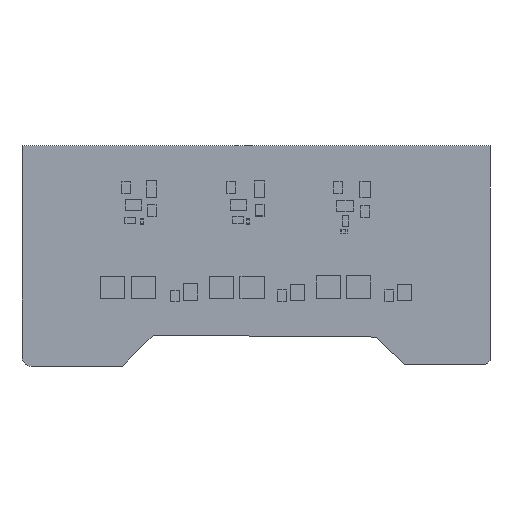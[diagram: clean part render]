
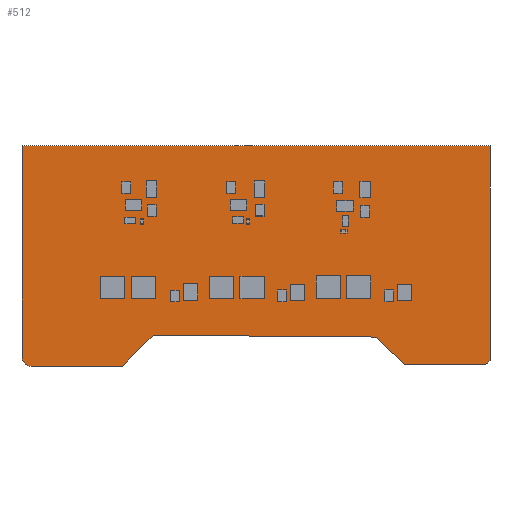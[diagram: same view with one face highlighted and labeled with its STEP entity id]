
A CAD part, top view. The second image highlights one B-rep face of the part: STEP entity #512.
In plain terms, the highlighted planar face has unit normal (0, 0, 1).
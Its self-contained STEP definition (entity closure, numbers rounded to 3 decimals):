
#155 = VERTEX_POINT('',#156);
#156 = CARTESIAN_POINT('',(11.176,95.504,0.));
#162 = EDGE_CURVE('',#155,#163,#165,.T.);
#163 = VERTEX_POINT('',#164);
#164 = CARTESIAN_POINT('',(11.176,36.576,0.));
#165 = LINE('',#166,#167);
#166 = CARTESIAN_POINT('',(11.176,95.504,0.));
#167 = VECTOR('',#168,1.);
#168 = DIRECTION('',(0.,-1.,0.));
#193 = EDGE_CURVE('',#163,#194,#196,.T.);
#194 = VERTEX_POINT('',#195);
#195 = CARTESIAN_POINT('',(13.716,34.036,0.));
#196 = CIRCLE('',#197,2.54);
#197 = AXIS2_PLACEMENT_3D('',#198,#199,#200);
#198 = CARTESIAN_POINT('',(13.716,36.576,0.));
#199 = DIRECTION('',(0.,0.,1.));
#200 = DIRECTION('',(-1.,0.,0.));
#226 = EDGE_CURVE('',#194,#227,#229,.T.);
#227 = VERTEX_POINT('',#228);
#228 = CARTESIAN_POINT('',(39.116,34.036,0.));
#229 = LINE('',#230,#231);
#230 = CARTESIAN_POINT('',(13.716,34.036,0.));
#231 = VECTOR('',#232,1.);
#232 = DIRECTION('',(1.,0.,0.));
#257 = EDGE_CURVE('',#227,#258,#260,.T.);
#258 = VERTEX_POINT('',#259);
#259 = CARTESIAN_POINT('',(47.752,42.672,0.));
#260 = LINE('',#261,#262);
#261 = CARTESIAN_POINT('',(39.116,34.036,0.));
#262 = VECTOR('',#263,1.);
#263 = DIRECTION('',(0.707,0.707,0.));
#288 = EDGE_CURVE('',#258,#289,#291,.T.);
#289 = VERTEX_POINT('',#290);
#290 = CARTESIAN_POINT('',(109.728,42.164,0.));
#291 = LINE('',#292,#293);
#292 = CARTESIAN_POINT('',(47.752,42.672,0.));
#293 = VECTOR('',#294,1.);
#294 = DIRECTION('',(1.,-0.008,0.));
#319 = EDGE_CURVE('',#289,#320,#322,.T.);
#320 = VERTEX_POINT('',#321);
#321 = CARTESIAN_POINT('',(117.856,34.544,0.));
#322 = LINE('',#323,#324);
#323 = CARTESIAN_POINT('',(109.728,42.164,0.));
#324 = VECTOR('',#325,1.);
#325 = DIRECTION('',(0.73,-0.684,0.));
#350 = EDGE_CURVE('',#320,#351,#353,.T.);
#351 = VERTEX_POINT('',#352);
#352 = CARTESIAN_POINT('',(140.208,34.544,0.));
#353 = LINE('',#354,#355);
#354 = CARTESIAN_POINT('',(117.856,34.544,0.));
#355 = VECTOR('',#356,1.);
#356 = DIRECTION('',(1.,0.,0.));
#381 = EDGE_CURVE('',#351,#382,#384,.T.);
#382 = VERTEX_POINT('',#383);
#383 = CARTESIAN_POINT('',(141.075,34.903,0.));
#384 = CIRCLE('',#385,1.224);
#385 = AXIS2_PLACEMENT_3D('',#386,#387,#388);
#386 = CARTESIAN_POINT('',(140.209,35.768,0.));
#387 = DIRECTION('',(0.,0.,1.));
#388 = DIRECTION('',(-0.001,-1.,0.));
#414 = EDGE_CURVE('',#382,#415,#417,.T.);
#415 = VERTEX_POINT('',#416);
#416 = CARTESIAN_POINT('',(141.732,35.56,0.));
#417 = LINE('',#418,#419);
#418 = CARTESIAN_POINT('',(141.075,34.903,0.));
#419 = VECTOR('',#420,1.);
#420 = DIRECTION('',(0.707,0.707,0.));
#445 = EDGE_CURVE('',#415,#446,#448,.T.);
#446 = VERTEX_POINT('',#447);
#447 = CARTESIAN_POINT('',(141.732,95.504,0.));
#448 = LINE('',#449,#450);
#449 = CARTESIAN_POINT('',(141.732,35.56,0.));
#450 = VECTOR('',#451,1.);
#451 = DIRECTION('',(0.,1.,0.));
#476 = EDGE_CURVE('',#446,#155,#477,.T.);
#477 = LINE('',#478,#479);
#478 = CARTESIAN_POINT('',(141.732,95.504,0.));
#479 = VECTOR('',#480,1.);
#480 = DIRECTION('',(-1.,0.,0.));
#512 = ADVANCED_FACE('',(#513),#526,.F.);
#513 = FACE_BOUND('',#514,.T.);
#514 = EDGE_LOOP('',(#515,#516,#517,#518,#519,#520,#521,#522,#523,#524,
    #525));
#515 = ORIENTED_EDGE('',*,*,#162,.T.);
#516 = ORIENTED_EDGE('',*,*,#193,.T.);
#517 = ORIENTED_EDGE('',*,*,#226,.T.);
#518 = ORIENTED_EDGE('',*,*,#257,.T.);
#519 = ORIENTED_EDGE('',*,*,#288,.T.);
#520 = ORIENTED_EDGE('',*,*,#319,.T.);
#521 = ORIENTED_EDGE('',*,*,#350,.T.);
#522 = ORIENTED_EDGE('',*,*,#381,.T.);
#523 = ORIENTED_EDGE('',*,*,#414,.T.);
#524 = ORIENTED_EDGE('',*,*,#445,.T.);
#525 = ORIENTED_EDGE('',*,*,#476,.T.);
#526 = PLANE('',#527);
#527 = AXIS2_PLACEMENT_3D('',#528,#529,#530);
#528 = CARTESIAN_POINT('',(11.176,95.504,0.));
#529 = DIRECTION('',(0.,0.,-1.));
#530 = DIRECTION('',(-1.,0.,0.));
